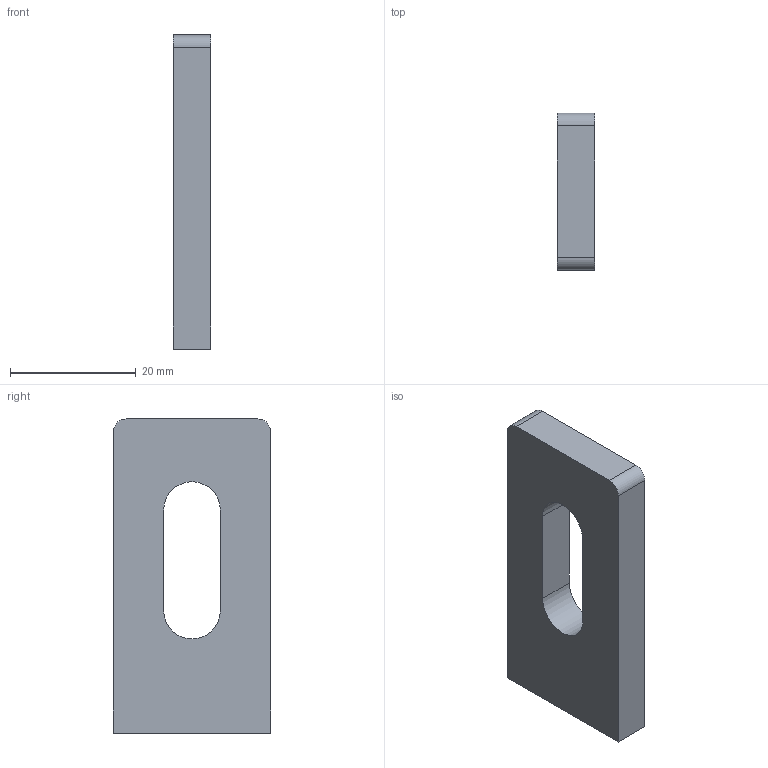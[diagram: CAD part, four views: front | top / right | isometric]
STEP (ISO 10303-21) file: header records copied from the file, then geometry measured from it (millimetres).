
FILE_DESCRIPTION (( 'STEP AP203' ), '1' );
FILE_NAME ('54122-ST-25.step', '2022-05-03T12:42:02', ( '' ), ( '' ), 'SwSTEP 2.0', 'SolidWorks 2018', '' );
FILE_SCHEMA (( 'CONFIG_CONTROL_DESIGN' ));
Length unit declared in the file: millimetre
Products named in the file (1): 54122-ST-25
Bounding box: 6 x 25 x 50 mm (x, y, z)
Volume: 6243.8 mm3; surface area: 3338.6 mm2
Topology: 1 solids, 1 shells, 253 faces, 684 edges, 456 vertices
Faces by surface type: plane 152, bspline 97, cylinder 4
Entity records: 12845 total; most frequent: CARTESIAN_POINT 7051, ORIENTED_EDGE 1368, DIRECTION 812, EDGE_CURVE 684, VECTOR 482, LINE 482, VERTEX_POINT 456, EDGE_LOOP 278
